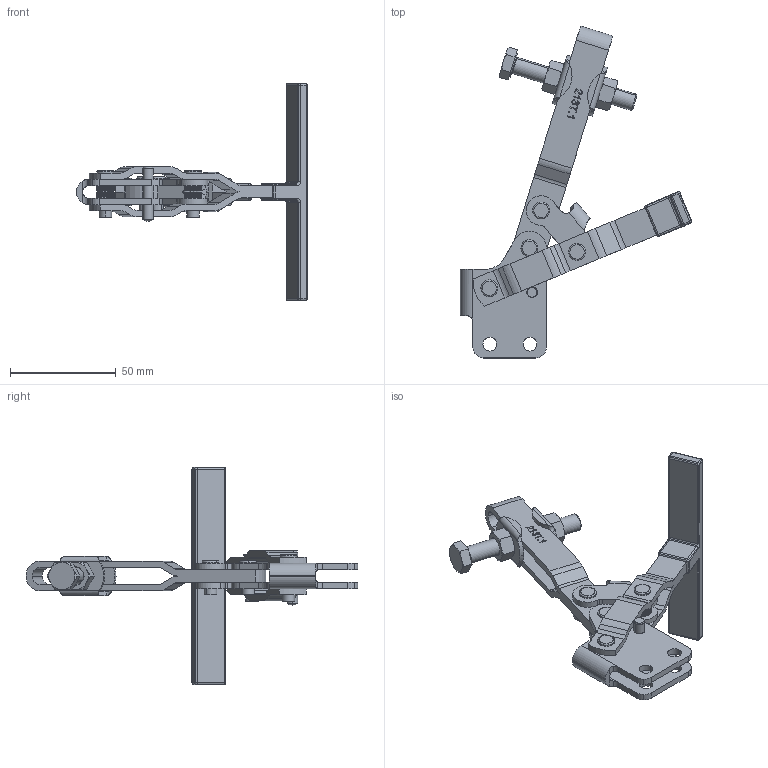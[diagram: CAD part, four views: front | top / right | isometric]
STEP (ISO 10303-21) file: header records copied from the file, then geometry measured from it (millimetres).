
FILE_DESCRIPTION((''),'2;1');
FILE_NAME('213T.1-opened.stp','2005-09-27T19:55:17',('Kysilko'),(''),'Autodesk Inventor 8','Autodesk Inventor 8','');
FILE_SCHEMA(('AUTOMOTIVE_DESIGN { 1 0 10303 214 1 1 1 1 }'));
Length unit declared in the file: millimetre
Products named in the file (1): Part2
Bounding box: 109.61 x 157.29 x 103 mm (x, y, z)
Volume: 50893.4 mm3; surface area: 35103.2 mm2
Topology: 1 solids, 7 shells, 1239 faces, 3852 edges, 2343 vertices
Faces by surface type: plane 504, cone 311, cylinder 272, bspline 126, sphere 14, torus 12
Entity records: 46295 total; most frequent: CARTESIAN_POINT 12935, ORIENTED_EDGE 7664, DIRECTION 6785, EDGE_CURVE 3832, AXIS2_PLACEMENT_3D 2506, VERTEX_POINT 2343, VECTOR 1773, LINE 1773
